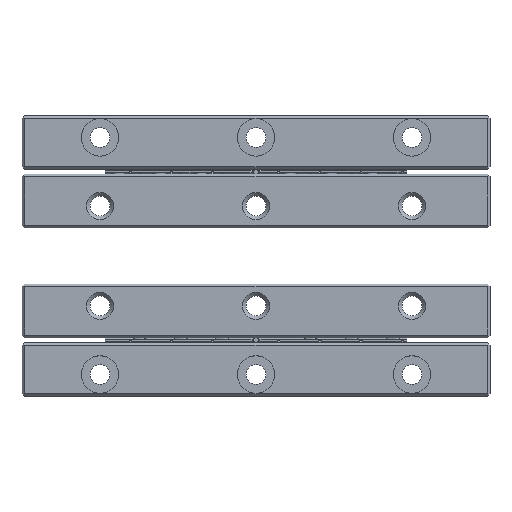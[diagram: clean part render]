
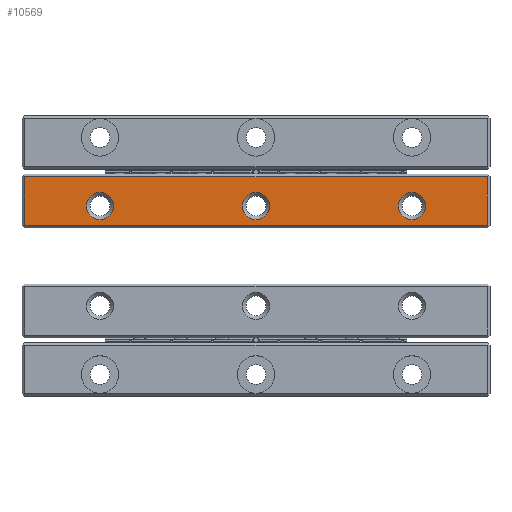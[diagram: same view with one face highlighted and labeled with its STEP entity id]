
A CAD part, top view. The second image highlights one B-rep face of the part: STEP entity #10569.
In plain terms, the highlighted planar face has unit normal (0, 0, 1).
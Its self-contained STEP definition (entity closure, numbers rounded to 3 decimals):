
#1283=LINE('',#62055,#4679);
#1284=LINE('',#62058,#4680);
#1285=LINE('',#62060,#4681);
#1286=LINE('',#62062,#4682);
#4679=VECTOR('',#48308,1.);
#4680=VECTOR('',#48309,1.);
#4681=VECTOR('',#48310,1.);
#4682=VECTOR('',#48311,1.);
#9188=FACE_BOUND('',#15795,.T.);
#9189=FACE_BOUND('',#15796,.T.);
#9190=FACE_BOUND('',#15797,.T.);
#9191=FACE_BOUND('',#15798,.T.);
#10569=ADVANCED_FACE('',(#9188,#9189,#9190,#9191),#12234,.T.);
#12234=PLANE('',#41615);
#15795=EDGE_LOOP('',(#21735));
#15796=EDGE_LOOP('',(#21736));
#15797=EDGE_LOOP('',(#21737));
#15798=EDGE_LOOP('',(#21738,#21739,#21740,#21741));
#21735=ORIENTED_EDGE('',*,*,#34737,.T.);
#21736=ORIENTED_EDGE('',*,*,#34738,.T.);
#21737=ORIENTED_EDGE('',*,*,#34739,.T.);
#21738=ORIENTED_EDGE('',*,*,#34740,.T.);
#21739=ORIENTED_EDGE('',*,*,#34741,.T.);
#21740=ORIENTED_EDGE('',*,*,#34742,.T.);
#21741=ORIENTED_EDGE('',*,*,#34743,.T.);
#30189=VERTEX_POINT('',#62050);
#30190=VERTEX_POINT('',#62052);
#30191=VERTEX_POINT('',#62054);
#30192=VERTEX_POINT('',#62056);
#30193=VERTEX_POINT('',#62057);
#30194=VERTEX_POINT('',#62059);
#30195=VERTEX_POINT('',#62061);
#34737=EDGE_CURVE('',#30189,#30189,#39034,.T.);
#34738=EDGE_CURVE('',#30190,#30190,#39035,.T.);
#34739=EDGE_CURVE('',#30191,#30191,#39036,.T.);
#34740=EDGE_CURVE('',#30192,#30193,#1283,.T.);
#34741=EDGE_CURVE('',#30193,#30194,#1284,.T.);
#34742=EDGE_CURVE('',#30194,#30195,#1285,.T.);
#34743=EDGE_CURVE('',#30195,#30192,#1286,.T.);
#39034=CIRCLE('',#41612,2.175);
#39035=CIRCLE('',#41613,2.175);
#39036=CIRCLE('',#41614,2.175);
#41612=AXIS2_PLACEMENT_3D('',#62049,#48302,#48303);
#41613=AXIS2_PLACEMENT_3D('',#62051,#48304,#48305);
#41614=AXIS2_PLACEMENT_3D('',#62053,#48306,#48307);
#41615=AXIS2_PLACEMENT_3D('',#62063,#48312,#48313);
#48302=DIRECTION('',(0.,0.,-1.));
#48303=DIRECTION('',(-1.,0.,0.));
#48304=DIRECTION('',(0.,0.,-1.));
#48305=DIRECTION('',(-1.,0.,0.));
#48306=DIRECTION('',(0.,0.,-1.));
#48307=DIRECTION('',(-1.,0.,0.));
#48308=DIRECTION('',(1.,0.,0.));
#48309=DIRECTION('',(0.,1.,0.));
#48310=DIRECTION('',(-1.,0.,0.));
#48311=DIRECTION('',(0.,-1.,0.));
#48312=DIRECTION('',(0.,0.,1.));
#48313=DIRECTION('',(1.,0.,0.));
#62049=CARTESIAN_POINT('',(12.5,30.5,8.));
#62050=CARTESIAN_POINT('',(10.325,30.5,8.));
#62051=CARTESIAN_POINT('',(37.5,30.5,8.));
#62052=CARTESIAN_POINT('',(35.325,30.5,8.));
#62053=CARTESIAN_POINT('',(62.5,30.5,8.));
#62054=CARTESIAN_POINT('',(60.325,30.5,8.));
#62055=CARTESIAN_POINT('',(37.5,27.425,8.));
#62056=CARTESIAN_POINT('',(0.425,27.425,8.));
#62057=CARTESIAN_POINT('',(74.575,27.425,8.));
#62058=CARTESIAN_POINT('',(74.575,31.3,8.));
#62059=CARTESIAN_POINT('',(74.575,35.175,8.));
#62060=CARTESIAN_POINT('',(37.5,35.175,8.));
#62061=CARTESIAN_POINT('',(0.425,35.175,8.));
#62062=CARTESIAN_POINT('',(0.425,31.3,8.));
#62063=CARTESIAN_POINT('',(37.5,31.3,8.));
